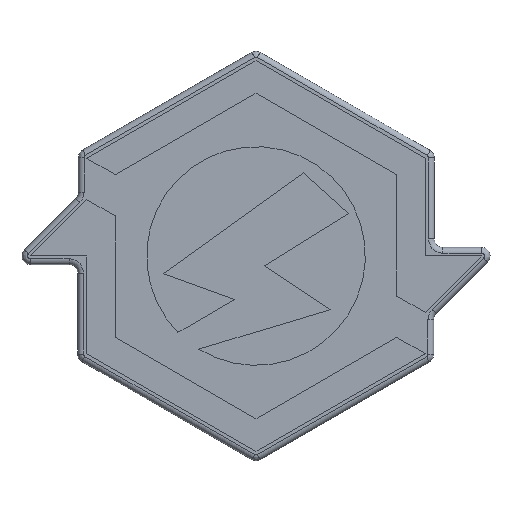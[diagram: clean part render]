
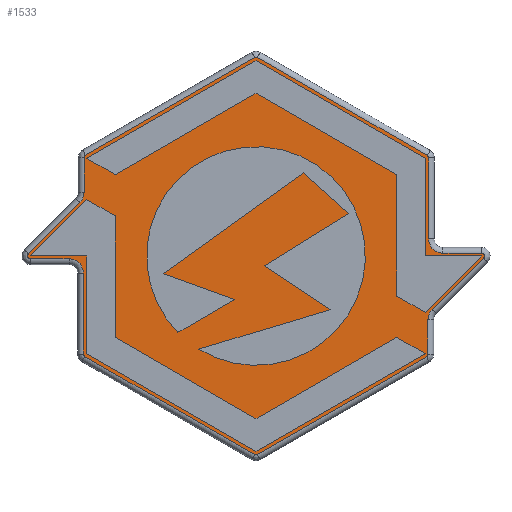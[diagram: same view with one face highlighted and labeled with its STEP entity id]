
A CAD part, front view. The second image highlights one B-rep face of the part: STEP entity #1533.
In plain terms, the highlighted planar face has unit normal (0, -1, 0).
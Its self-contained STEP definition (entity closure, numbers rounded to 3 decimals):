
#33=PLANE('',#1692);
#85=LINE('',#2269,#233);
#87=LINE('',#2289,#235);
#89=LINE('',#2301,#237);
#91=LINE('',#2327,#239);
#93=LINE('',#2339,#241);
#95=LINE('',#2359,#243);
#97=LINE('',#2379,#245);
#99=LINE('',#2399,#247);
#101=LINE('',#2411,#249);
#103=LINE('',#2437,#251);
#105=LINE('',#2449,#253);
#106=LINE('',#2465,#254);
#233=VECTOR('',#1787,10.);
#235=VECTOR('',#1799,10.);
#237=VECTOR('',#1813,10.);
#239=VECTOR('',#1825,10.);
#241=VECTOR('',#1839,10.);
#243=VECTOR('',#1851,10.);
#245=VECTOR('',#1863,10.);
#247=VECTOR('',#1875,10.);
#249=VECTOR('',#1889,10.);
#251=VECTOR('',#1901,10.);
#253=VECTOR('',#1915,10.);
#254=VECTOR('',#1924,10.);
#447=FACE_OUTER_BOUND('',#543,.T.);
#543=EDGE_LOOP('',(#1189,#1190,#1191,#1192,#1193,#1194,#1195,#1196,#1197,
#1198,#1199,#1200,#1201,#1202,#1203,#1204,#1205,#1206,#1207,#1208,#1209,
#1210,#1211,#1212));
#610=CIRCLE('',#1611,1.);
#616=CIRCLE('',#1618,1.);
#620=CIRCLE('',#1624,5.);
#624=CIRCLE('',#1629,1.);
#628=CIRCLE('',#1635,5.);
#632=CIRCLE('',#1640,1.);
#636=CIRCLE('',#1645,1.);
#640=CIRCLE('',#1650,1.);
#644=CIRCLE('',#1656,5.);
#648=CIRCLE('',#1661,1.);
#652=CIRCLE('',#1667,5.);
#656=CIRCLE('',#1672,1.);
#684=VERTEX_POINT('',#2257);
#685=VERTEX_POINT('',#2259);
#687=VERTEX_POINT('',#2265);
#689=VERTEX_POINT('',#2279);
#691=VERTEX_POINT('',#2285);
#693=VERTEX_POINT('',#2291);
#695=VERTEX_POINT('',#2297);
#697=VERTEX_POINT('',#2317);
#699=VERTEX_POINT('',#2323);
#701=VERTEX_POINT('',#2329);
#703=VERTEX_POINT('',#2335);
#705=VERTEX_POINT('',#2349);
#707=VERTEX_POINT('',#2355);
#709=VERTEX_POINT('',#2369);
#711=VERTEX_POINT('',#2375);
#713=VERTEX_POINT('',#2389);
#715=VERTEX_POINT('',#2395);
#717=VERTEX_POINT('',#2401);
#719=VERTEX_POINT('',#2407);
#721=VERTEX_POINT('',#2427);
#723=VERTEX_POINT('',#2433);
#725=VERTEX_POINT('',#2439);
#727=VERTEX_POINT('',#2445);
#729=VERTEX_POINT('',#2459);
#824=EDGE_CURVE('',#684,#685,#610,.T.);
#829=EDGE_CURVE('',#685,#687,#85,.T.);
#832=EDGE_CURVE('',#687,#689,#616,.T.);
#835=EDGE_CURVE('',#689,#691,#87,.T.);
#838=EDGE_CURVE('',#691,#693,#620,.T.);
#841=EDGE_CURVE('',#693,#695,#89,.T.);
#844=EDGE_CURVE('',#695,#697,#624,.T.);
#847=EDGE_CURVE('',#697,#699,#91,.T.);
#850=EDGE_CURVE('',#699,#701,#628,.T.);
#853=EDGE_CURVE('',#701,#703,#93,.T.);
#856=EDGE_CURVE('',#703,#705,#632,.T.);
#859=EDGE_CURVE('',#705,#707,#95,.T.);
#862=EDGE_CURVE('',#707,#709,#636,.T.);
#865=EDGE_CURVE('',#709,#711,#97,.T.);
#868=EDGE_CURVE('',#711,#713,#640,.T.);
#871=EDGE_CURVE('',#713,#715,#99,.T.);
#874=EDGE_CURVE('',#715,#717,#644,.T.);
#877=EDGE_CURVE('',#717,#719,#101,.T.);
#880=EDGE_CURVE('',#719,#721,#648,.T.);
#883=EDGE_CURVE('',#721,#723,#103,.T.);
#886=EDGE_CURVE('',#723,#725,#652,.T.);
#889=EDGE_CURVE('',#725,#727,#105,.T.);
#892=EDGE_CURVE('',#727,#729,#656,.T.);
#893=EDGE_CURVE('',#729,#684,#106,.T.);
#1189=ORIENTED_EDGE('',*,*,#824,.F.);
#1190=ORIENTED_EDGE('',*,*,#893,.F.);
#1191=ORIENTED_EDGE('',*,*,#892,.F.);
#1192=ORIENTED_EDGE('',*,*,#889,.F.);
#1193=ORIENTED_EDGE('',*,*,#886,.F.);
#1194=ORIENTED_EDGE('',*,*,#883,.F.);
#1195=ORIENTED_EDGE('',*,*,#880,.F.);
#1196=ORIENTED_EDGE('',*,*,#877,.F.);
#1197=ORIENTED_EDGE('',*,*,#874,.F.);
#1198=ORIENTED_EDGE('',*,*,#871,.F.);
#1199=ORIENTED_EDGE('',*,*,#868,.F.);
#1200=ORIENTED_EDGE('',*,*,#865,.F.);
#1201=ORIENTED_EDGE('',*,*,#862,.F.);
#1202=ORIENTED_EDGE('',*,*,#859,.F.);
#1203=ORIENTED_EDGE('',*,*,#856,.F.);
#1204=ORIENTED_EDGE('',*,*,#853,.F.);
#1205=ORIENTED_EDGE('',*,*,#850,.F.);
#1206=ORIENTED_EDGE('',*,*,#847,.F.);
#1207=ORIENTED_EDGE('',*,*,#844,.F.);
#1208=ORIENTED_EDGE('',*,*,#841,.F.);
#1209=ORIENTED_EDGE('',*,*,#838,.F.);
#1210=ORIENTED_EDGE('',*,*,#835,.F.);
#1211=ORIENTED_EDGE('',*,*,#832,.F.);
#1212=ORIENTED_EDGE('',*,*,#829,.F.);
#1533=ADVANCED_FACE('',(#447),#33,.T.);
#1611=AXIS2_PLACEMENT_3D('',#2260,#1776,#1777);
#1618=AXIS2_PLACEMENT_3D('',#2283,#1792,#1793);
#1624=AXIS2_PLACEMENT_3D('',#2295,#1806,#1807);
#1629=AXIS2_PLACEMENT_3D('',#2321,#1818,#1819);
#1635=AXIS2_PLACEMENT_3D('',#2333,#1832,#1833);
#1640=AXIS2_PLACEMENT_3D('',#2353,#1844,#1845);
#1645=AXIS2_PLACEMENT_3D('',#2373,#1856,#1857);
#1650=AXIS2_PLACEMENT_3D('',#2393,#1868,#1869);
#1656=AXIS2_PLACEMENT_3D('',#2405,#1882,#1883);
#1661=AXIS2_PLACEMENT_3D('',#2431,#1894,#1895);
#1667=AXIS2_PLACEMENT_3D('',#2443,#1908,#1909);
#1672=AXIS2_PLACEMENT_3D('',#2463,#1920,#1921);
#1692=AXIS2_PLACEMENT_3D('',#2517,#1981,#1982);
#1776=DIRECTION('center_axis',(0.,1.,0.));
#1777=DIRECTION('ref_axis',(0.,0.,1.));
#1787=DIRECTION('',(0.866,0.,-0.5));
#1792=DIRECTION('center_axis',(0.,1.,0.));
#1793=DIRECTION('ref_axis',(0.866,0.,0.5));
#1799=DIRECTION('',(0.,0.,-1.));
#1806=DIRECTION('center_axis',(0.,-1.,0.));
#1807=DIRECTION('ref_axis',(-0.707,0.,-0.707));
#1813=DIRECTION('',(1.,0.,0.));
#1818=DIRECTION('center_axis',(0.,1.,0.));
#1819=DIRECTION('ref_axis',(0.924,0.,0.383));
#1825=DIRECTION('',(-0.707,0.,-0.707));
#1832=DIRECTION('center_axis',(0.,-1.,0.));
#1833=DIRECTION('ref_axis',(-0.924,0.,0.383));
#1839=DIRECTION('',(0.,0.,-1.));
#1844=DIRECTION('center_axis',(0.,1.,0.));
#1845=DIRECTION('ref_axis',(0.866,0.,-0.5));
#1851=DIRECTION('',(-0.866,0.,-0.5));
#1856=DIRECTION('center_axis',(0.,1.,0.));
#1857=DIRECTION('ref_axis',(0.,0.,-1.));
#1863=DIRECTION('',(-0.866,0.,0.5));
#1868=DIRECTION('center_axis',(0.,1.,0.));
#1869=DIRECTION('ref_axis',(-0.866,0.,-0.5));
#1875=DIRECTION('',(0.,0.,1.));
#1882=DIRECTION('center_axis',(0.,-1.,0.));
#1883=DIRECTION('ref_axis',(0.707,0.,0.707));
#1889=DIRECTION('',(-1.,0.,0.));
#1894=DIRECTION('center_axis',(0.,1.,0.));
#1895=DIRECTION('ref_axis',(-0.924,0.,-0.383));
#1901=DIRECTION('',(0.707,0.,0.707));
#1908=DIRECTION('center_axis',(0.,-1.,0.));
#1909=DIRECTION('ref_axis',(0.924,0.,-0.383));
#1915=DIRECTION('',(0.,0.,1.));
#1920=DIRECTION('center_axis',(0.,1.,0.));
#1921=DIRECTION('ref_axis',(-0.866,0.,0.5));
#1924=DIRECTION('',(0.866,0.,0.5));
#1981=DIRECTION('center_axis',(0.,-1.,0.));
#1982=DIRECTION('ref_axis',(0.,0.,-1.));
#2257=CARTESIAN_POINT('',(-0.5,5.,169.571));
#2259=CARTESIAN_POINT('',(0.5,5.,169.571));
#2260=CARTESIAN_POINT('Origin',(0.,5.,168.705));
#2265=CARTESIAN_POINT('',(60.,5.,135.218));
#2269=CARTESIAN_POINT('',(45.875,5.,143.373));
#2279=CARTESIAN_POINT('',(60.5,5.,134.352));
#2283=CARTESIAN_POINT('Origin',(59.5,5.,134.352));
#2285=CARTESIAN_POINT('',(60.5,5.,106.));
#2289=CARTESIAN_POINT('',(60.5,5.,101.5));
#2291=CARTESIAN_POINT('',(65.5,5.,101.));
#2295=CARTESIAN_POINT('Origin',(65.5,5.,106.));
#2297=CARTESIAN_POINT('',(79.,5.,101.));
#2301=CARTESIAN_POINT('',(39.5,5.,101.));
#2317=CARTESIAN_POINT('',(79.707,5.,99.293));
#2321=CARTESIAN_POINT('Origin',(79.,5.,100.));
#2323=CARTESIAN_POINT('',(61.714,5.,81.3));
#2327=CARTESIAN_POINT('',(50.961,5.,70.547));
#2329=CARTESIAN_POINT('',(60.25,5.,77.765));
#2333=CARTESIAN_POINT('Origin',(65.25,5.,77.765));
#2335=CARTESIAN_POINT('',(60.25,5.,65.503));
#2339=CARTESIAN_POINT('',(60.25,5.,81.886));
#2349=CARTESIAN_POINT('',(59.75,5.,64.637));
#2353=CARTESIAN_POINT('Origin',(59.25,5.,65.503));
#2355=CARTESIAN_POINT('',(0.5,5.,30.429));
#2359=CARTESIAN_POINT('',(14.625,5.,38.584));
#2369=CARTESIAN_POINT('',(-0.5,5.,30.429));
#2373=CARTESIAN_POINT('Origin',(0.,5.,31.295));
#2375=CARTESIAN_POINT('',(-60.,5.,64.782));
#2379=CARTESIAN_POINT('',(-45.875,5.,56.627));
#2389=CARTESIAN_POINT('',(-60.5,5.,65.648));
#2393=CARTESIAN_POINT('Origin',(-59.5,5.,65.648));
#2395=CARTESIAN_POINT('',(-60.5,5.,94.));
#2399=CARTESIAN_POINT('',(-60.5,5.,98.5));
#2401=CARTESIAN_POINT('',(-65.5,5.,99.));
#2405=CARTESIAN_POINT('Origin',(-65.5,5.,94.));
#2407=CARTESIAN_POINT('',(-79.,5.,99.));
#2411=CARTESIAN_POINT('',(-39.5,5.,99.));
#2427=CARTESIAN_POINT('',(-79.707,5.,100.707));
#2431=CARTESIAN_POINT('Origin',(-79.,5.,100.));
#2433=CARTESIAN_POINT('',(-61.714,5.,118.7));
#2437=CARTESIAN_POINT('',(-50.961,5.,129.453));
#2439=CARTESIAN_POINT('',(-60.25,5.,122.235));
#2443=CARTESIAN_POINT('Origin',(-65.25,5.,122.235));
#2445=CARTESIAN_POINT('',(-60.25,5.,134.497));
#2449=CARTESIAN_POINT('',(-60.25,5.,118.114));
#2459=CARTESIAN_POINT('',(-59.75,5.,135.363));
#2463=CARTESIAN_POINT('Origin',(-59.25,5.,134.497));
#2465=CARTESIAN_POINT('',(-14.625,5.,161.416));
#2517=CARTESIAN_POINT('Origin',(0.,5.,100.));
